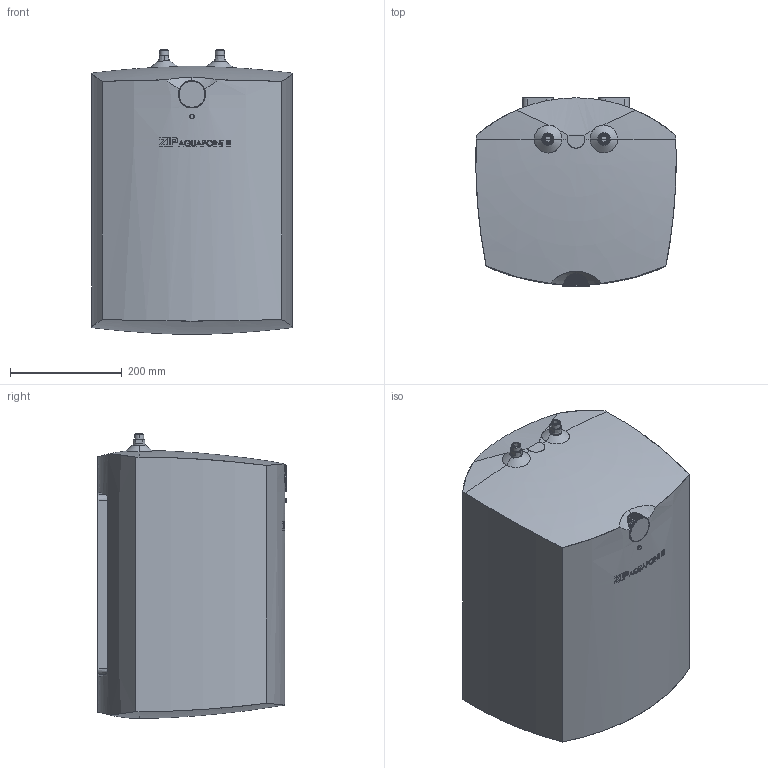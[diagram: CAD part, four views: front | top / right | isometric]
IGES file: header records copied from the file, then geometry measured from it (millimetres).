
Start section: SolidWorks IGES file using analytic representation for surfaces
Global section: file name: IGSAP315.IGS; native system: SolidWorks 2016; preprocessor: SolidWorks 2016; author: paulg; date: 160310.153200; units: millimetre
Bounding box: 358.79 x 336.82 x 510 mm (x, y, z)
Surface area: 808144.3 mm2 (no closed solid volume)
Topology: 0 solids, 0 shells, 648 faces, 7971 edges, 7961 vertices
Faces by surface type: bspline 433, revolution 215
